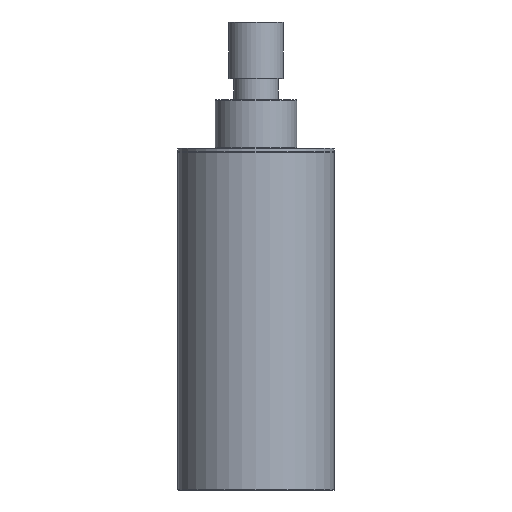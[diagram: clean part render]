
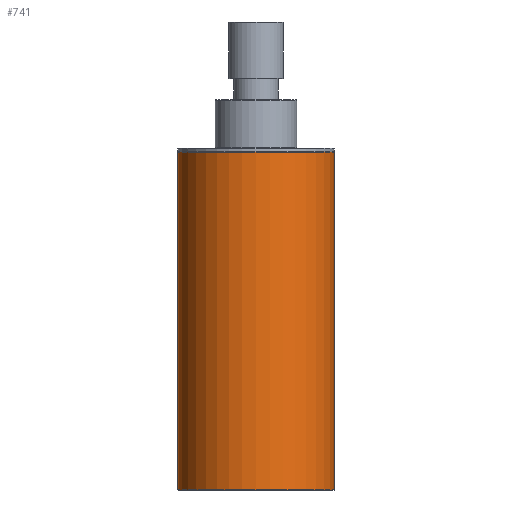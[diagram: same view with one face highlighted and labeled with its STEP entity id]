
A CAD part, left-side view. The second image highlights one B-rep face of the part: STEP entity #741.
In plain terms, the highlighted cylindrical face has radius 31.7 mm (diameter 63.4 mm), a full revolution.
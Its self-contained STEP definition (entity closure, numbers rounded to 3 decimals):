
#109=ORIENTED_EDGE('',*,*,#245,.T.);
#110=ORIENTED_EDGE('',*,*,#246,.T.);
#245=EDGE_CURVE('',#313,#313,#383,.F.);
#246=EDGE_CURVE('',#314,#314,#384,.T.);
#313=VERTEX_POINT('',#1532);
#314=VERTEX_POINT('',#1534);
#383=CIRCLE('',#1118,31.7);
#384=CIRCLE('',#1119,31.7);
#445=EDGE_LOOP('',(#109));
#446=EDGE_LOOP('',(#110));
#581=FACE_BOUND('',#445,.T.);
#582=FACE_BOUND('',#446,.T.);
#718=CYLINDRICAL_SURFACE('',#1117,31.7);
#741=ADVANCED_FACE('',(#581,#582),#718,.T.);
#1117=AXIS2_PLACEMENT_3D('',#1530,#1258,#1259);
#1118=AXIS2_PLACEMENT_3D('',#1531,#1260,#1261);
#1119=AXIS2_PLACEMENT_3D('',#1533,#1262,#1263);
#1258=DIRECTION('',(0.,0.,-1.));
#1259=DIRECTION('',(-1.,0.,0.));
#1260=DIRECTION('',(0.,0.,-1.));
#1261=DIRECTION('',(-1.,0.,0.));
#1262=DIRECTION('',(0.,0.,-1.));
#1263=DIRECTION('',(-1.,0.,0.));
#1530=CARTESIAN_POINT('',(0.,0.,68.25));
#1531=CARTESIAN_POINT('',(0.,0.,-68.05));
#1532=CARTESIAN_POINT('',(-31.7,0.,-68.05));
#1533=CARTESIAN_POINT('',(0.,0.,68.05));
#1534=CARTESIAN_POINT('',(-31.7,0.,68.05));
